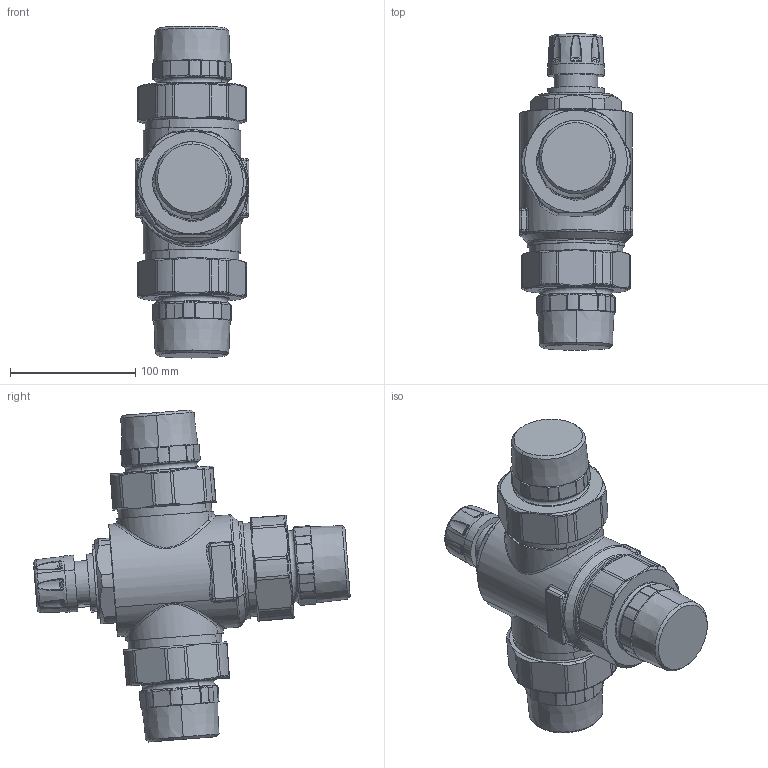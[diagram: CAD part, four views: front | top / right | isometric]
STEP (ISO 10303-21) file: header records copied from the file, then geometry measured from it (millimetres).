
FILE_DESCRIPTION(('CATIA V5 STEP Exchange'),'2;1');
FILE_NAME('STEP_523090_-_TST.stp','2018-02-07T07:05:54+00:00',('none'),('none'),'CATIA Version 5-6 Release 2016 SP4','CATIA V5 STEP AP203','none');
FILE_SCHEMA(('CONFIG_CONTROL_DESIGN'));
Products named in the file (1): 523090 - TST
Bounding box: 91 x 252.97 x 265.46 mm (x, y, z)
Volume: 1859929.1 mm3; surface area: 120626.1 mm2
Topology: 1 solids, 1 shells, 763 faces, 1878 edges, 1070 vertices
Faces by surface type: bspline 306, cylinder 149, cone 122, plane 90, torus 76, sphere 16, revolution 4
Entity records: 39307 total; most frequent: CARTESIAN_POINT 25522, ORIENTED_EDGE 3630, EDGE_CURVE 1815, DIRECTION 1387, VERTEX_POINT 1070, B_SPLINE_CURVE_WITH_KNOTS 1052, AXIS2_PLACEMENT_3D 779, EDGE_LOOP 779
